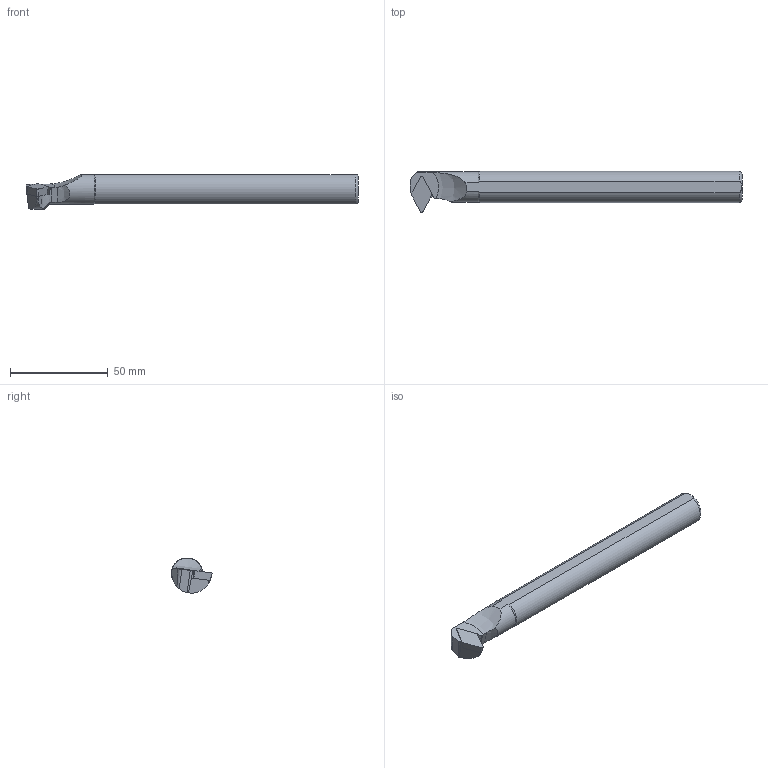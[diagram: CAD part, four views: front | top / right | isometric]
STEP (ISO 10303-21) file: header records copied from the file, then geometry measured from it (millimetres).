
FILE_DESCRIPTION(/* description */ (''),/* implementation_level */ '2;1');
FILE_NAME(/* name */ 'S16P-SD-CR-11.stp',/* time_stamp */ '2023-10-17T19:26:33+03:00',/* author */ (''),/* organization */ (''),/* preprocessor_version */ 'ST-DEVELOPER v19.4',/* originating_system */ 'SIEMENS PLM Software NX2306.3001',/* authorisation */ '');
FILE_SCHEMA (('AUTOMOTIVE_DESIGN { 1 0 10303 214 3 1 1 1 }'));
Length unit declared in the file: millimetre
Products named in the file (1): S16P SD-CR 11-LIGHT_objects
Bounding box: 169.96 x 21.07 x 17.55 mm (x, y, z)
Volume: 31549.2 mm3; surface area: 9042 mm2
Topology: 2 solids, 2 shells, 39 faces, 103 edges, 68 vertices
Faces by surface type: plane 19, cone 11, cylinder 7, bspline 1, torus 1
Entity records: 2062 total; most frequent: CARTESIAN_POINT 1015, ORIENTED_EDGE 202, DIRECTION 186, EDGE_CURVE 101, AXIS2_PLACEMENT_3D 69, VERTEX_POINT 67, LINE 48, VECTOR 48
